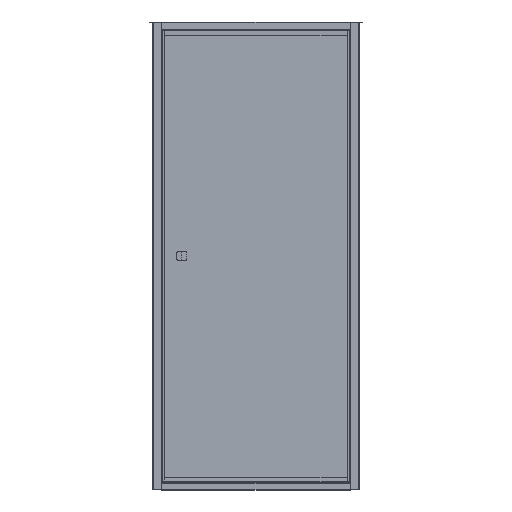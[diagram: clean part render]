
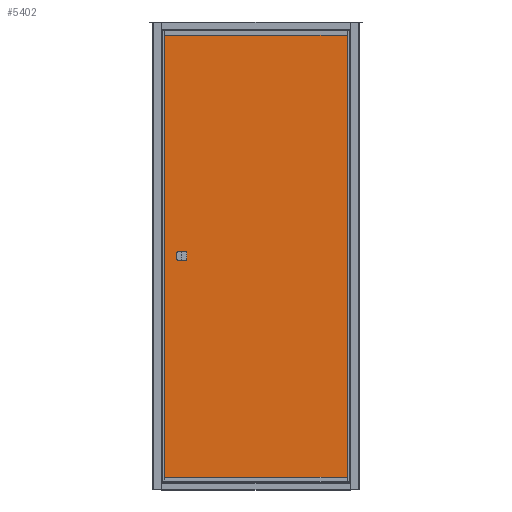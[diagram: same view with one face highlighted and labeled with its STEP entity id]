
A CAD part, front view. The second image highlights one B-rep face of the part: STEP entity #5402.
In plain terms, the highlighted face is planar.
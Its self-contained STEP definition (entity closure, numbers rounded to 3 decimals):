
#5218=DIRECTION('',(1.,0.,0.));
#5219=VECTOR('',#5218,778.);
#5220=CARTESIAN_POINT('',(-389.,3.,-930.));
#5221=LINE('',#5220,#5219);
#5222=DIRECTION('',(0.,0.,-1.));
#5223=VECTOR('',#5222,1860.);
#5224=CARTESIAN_POINT('',(-389.,3.,930.));
#5225=LINE('',#5224,#5223);
#5226=CARTESIAN_POINT('',(-309.,3.,12.5));
#5227=DIRECTION('',(0.,1.,0.));
#5228=DIRECTION('',(-1.,0.,0.));
#5229=AXIS2_PLACEMENT_3D('',#5226,#5227,#5228);
#5231=CARTESIAN_POINT('',(-309.,3.,12.5));
#5232=DIRECTION('',(0.,1.,0.));
#5233=DIRECTION('',(1.,0.,0.));
#5234=AXIS2_PLACEMENT_3D('',#5231,#5232,#5233);
#5236=CARTESIAN_POINT('',(-309.,3.,-12.5));
#5237=DIRECTION('',(0.,1.,0.));
#5238=DIRECTION('',(-1.,0.,0.));
#5239=AXIS2_PLACEMENT_3D('',#5236,#5237,#5238);
#5241=CARTESIAN_POINT('',(-309.,3.,-12.5));
#5242=DIRECTION('',(0.,1.,0.));
#5243=DIRECTION('',(1.,0.,0.));
#5244=AXIS2_PLACEMENT_3D('',#5241,#5242,#5243);
#5250=DIRECTION('',(0.,0.,-1.));
#5251=VECTOR('',#5250,1860.);
#5252=CARTESIAN_POINT('',(389.,3.,930.));
#5253=LINE('',#5252,#5251);
#5286=DIRECTION('',(1.,0.,0.));
#5287=VECTOR('',#5286,778.);
#5288=CARTESIAN_POINT('',(-389.,3.,930.));
#5289=LINE('',#5288,#5287);
#5315=CARTESIAN_POINT('',(-389.,3.,-930.));
#5317=VERTEX_POINT('',#5315);
#5320=CARTESIAN_POINT('',(389.,3.,-930.));
#5321=VERTEX_POINT('',#5320);
#5322=CARTESIAN_POINT('',(-389.,3.,930.));
#5323=VERTEX_POINT('',#5322);
#5326=CARTESIAN_POINT('',(389.,3.,930.));
#5327=VERTEX_POINT('',#5326);
#5328=CARTESIAN_POINT('',(-313.,3.,12.5));
#5329=CARTESIAN_POINT('',(-305.,3.,12.5));
#5330=VERTEX_POINT('',#5328);
#5331=VERTEX_POINT('',#5329);
#5332=CARTESIAN_POINT('',(-313.,3.,-12.5));
#5333=CARTESIAN_POINT('',(-305.,3.,-12.5));
#5334=VERTEX_POINT('',#5332);
#5335=VERTEX_POINT('',#5333);
#5377=CARTESIAN_POINT('',(389.,3.,-930.));
#5378=DIRECTION('',(0.,1.,0.));
#5379=DIRECTION('',(-1.,0.,0.));
#5380=AXIS2_PLACEMENT_3D('',#5377,#5378,#5379);
#5381=PLANE('',#5380);
#5382=ORIENTED_EDGE('',*,*,#5357,.T.);
#5384=ORIENTED_EDGE('',*,*,#5383,.F.);
#5386=ORIENTED_EDGE('',*,*,#5385,.F.);
#5387=ORIENTED_EDGE('',*,*,#5368,.T.);
#5388=EDGE_LOOP('',(#5382,#5384,#5386,#5387));
#5389=FACE_OUTER_BOUND('',#5388,.F.);
#5391=ORIENTED_EDGE('',*,*,#5390,.T.);
#5393=ORIENTED_EDGE('',*,*,#5392,.T.);
#5394=EDGE_LOOP('',(#5391,#5393));
#5395=FACE_BOUND('',#5394,.F.);
#5397=ORIENTED_EDGE('',*,*,#5396,.T.);
#5399=ORIENTED_EDGE('',*,*,#5398,.T.);
#5400=EDGE_LOOP('',(#5397,#5399));
#5401=FACE_BOUND('',#5400,.F.);
#5230=CIRCLE('',#5229,4.);
#5235=CIRCLE('',#5234,4.);
#5240=CIRCLE('',#5239,4.);
#5245=CIRCLE('',#5244,4.);
#5357=EDGE_CURVE('',#5317,#5321,#5221,.T.);
#5368=EDGE_CURVE('',#5323,#5317,#5225,.T.);
#5383=EDGE_CURVE('',#5327,#5321,#5253,.T.);
#5385=EDGE_CURVE('',#5323,#5327,#5289,.T.);
#5390=EDGE_CURVE('',#5330,#5331,#5230,.T.);
#5392=EDGE_CURVE('',#5331,#5330,#5235,.T.);
#5396=EDGE_CURVE('',#5334,#5335,#5240,.T.);
#5398=EDGE_CURVE('',#5335,#5334,#5245,.T.);
#5402=ADVANCED_FACE('',(#5389,#5395,#5401),#5381,.T.);
